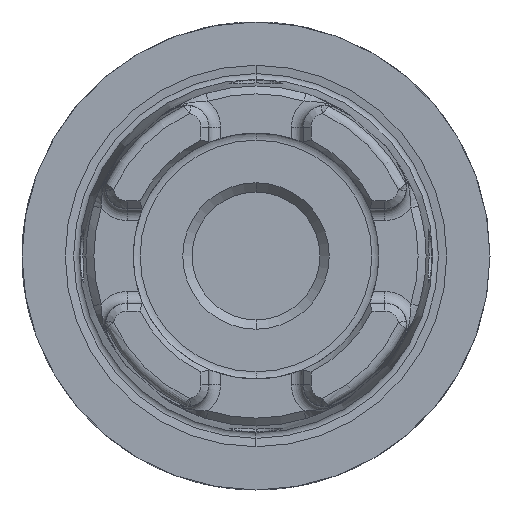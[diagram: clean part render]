
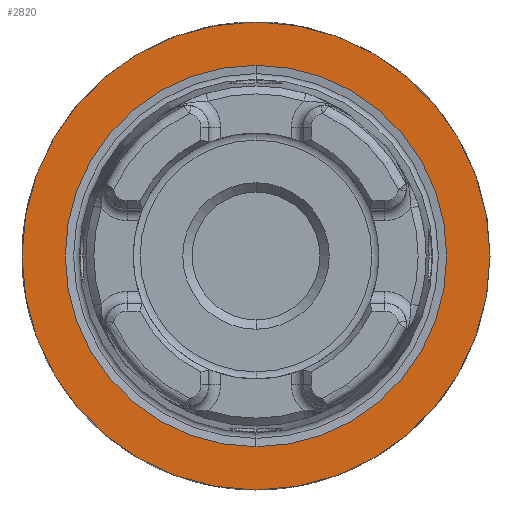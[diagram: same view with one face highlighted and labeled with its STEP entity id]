
A CAD part, left-side view. The second image highlights one B-rep face of the part: STEP entity #2820.
In plain terms, the highlighted planar face has unit normal (-1, 0, 0).
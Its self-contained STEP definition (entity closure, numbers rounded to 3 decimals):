
#180 = ORIENTED_EDGE ( 'NONE', *, *, #12010, .T. ) ;
#553 = CARTESIAN_POINT ( 'NONE',  ( 0., 0., 16.304 ) ) ;
#711 = CARTESIAN_POINT ( 'NONE',  ( 0., 0., 0. ) ) ;
#835 = DIRECTION ( 'NONE',  ( 1., 0., 0. ) ) ;
#1017 = CIRCLE ( 'NONE', #2333, 20. ) ;
#1206 = AXIS2_PLACEMENT_3D ( 'NONE', #711, #7541, #1669 ) ;
#1385 = CARTESIAN_POINT ( 'NONE',  ( 0., 0., 0. ) ) ;
#1496 = FACE_OUTER_BOUND ( 'NONE', #2238, .T. ) ;
#1661 = ORIENTED_EDGE ( 'NONE', *, *, #11850, .F. ) ;
#1669 = DIRECTION ( 'NONE',  ( 0., 0., 1. ) ) ;
#1786 = CARTESIAN_POINT ( 'NONE',  ( 0., 0., 0. ) ) ;
#2238 = EDGE_LOOP ( 'NONE', ( #4618, #180 ) ) ;
#2288 = EDGE_CURVE ( 'NONE', #10674, #9622, #3343, .T. ) ;
#2293 = EDGE_LOOP ( 'NONE', ( #2815, #1661 ) ) ;
#2333 = AXIS2_PLACEMENT_3D ( 'NONE', #8524, #2652, #9498 ) ;
#2341 = DIRECTION ( 'NONE',  ( 0., 0., 1. ) ) ;
#2652 = DIRECTION ( 'NONE',  ( -1., 0., 0. ) ) ;
#2763 = DIRECTION ( 'NONE',  ( 0., 0., 1. ) ) ;
#2815 = ORIENTED_EDGE ( 'NONE', *, *, #2288, .F. ) ;
#2820 = ADVANCED_FACE ( 'NONE', ( #1496, #9280 ), #10505, .F. ) ;
#3343 = CIRCLE ( 'NONE', #3975, 16.304 ) ;
#3975 = AXIS2_PLACEMENT_3D ( 'NONE', #1786, #8633, #2763 ) ;
#4618 = ORIENTED_EDGE ( 'NONE', *, *, #4953, .T. ) ;
#4953 = EDGE_CURVE ( 'NONE', #10956, #7806, #9300, .T. ) ;
#6662 = CARTESIAN_POINT ( 'NONE',  ( 0., 0., 0. ) ) ;
#6894 = CARTESIAN_POINT ( 'NONE',  ( 0., 0., 20. ) ) ;
#7541 = DIRECTION ( 'NONE',  ( -1., 0., 0. ) ) ;
#7654 = DIRECTION ( 'NONE',  ( 0., 0., -1. ) ) ;
#7806 = VERTEX_POINT ( 'NONE', #10150 ) ;
#7852 = AXIS2_PLACEMENT_3D ( 'NONE', #1385, #8217, #2341 ) ;
#8217 = DIRECTION ( 'NONE',  ( -1., 0., 0. ) ) ;
#8338 = CIRCLE ( 'NONE', #7852, 16.304 ) ;
#8524 = CARTESIAN_POINT ( 'NONE',  ( 0., 0., 0. ) ) ;
#8550 = CARTESIAN_POINT ( 'NONE',  ( 0., 0., -16.304 ) ) ;
#8633 = DIRECTION ( 'NONE',  ( -1., 0., 0. ) ) ;
#9280 = FACE_BOUND ( 'NONE', #2293, .T. ) ;
#9300 = CIRCLE ( 'NONE', #1206, 20. ) ;
#9498 = DIRECTION ( 'NONE',  ( 0., 0., 1. ) ) ;
#9622 = VERTEX_POINT ( 'NONE', #8550 ) ;
#10041 = AXIS2_PLACEMENT_3D ( 'NONE', #6662, #835, #7654 ) ;
#10150 = CARTESIAN_POINT ( 'NONE',  ( 0., 0., -20. ) ) ;
#10505 = PLANE ( 'NONE',  #10041 ) ;
#10674 = VERTEX_POINT ( 'NONE', #553 ) ;
#10956 = VERTEX_POINT ( 'NONE', #6894 ) ;
#11850 = EDGE_CURVE ( 'NONE', #9622, #10674, #8338, .T. ) ;
#12010 = EDGE_CURVE ( 'NONE', #7806, #10956, #1017, .T. ) ;
